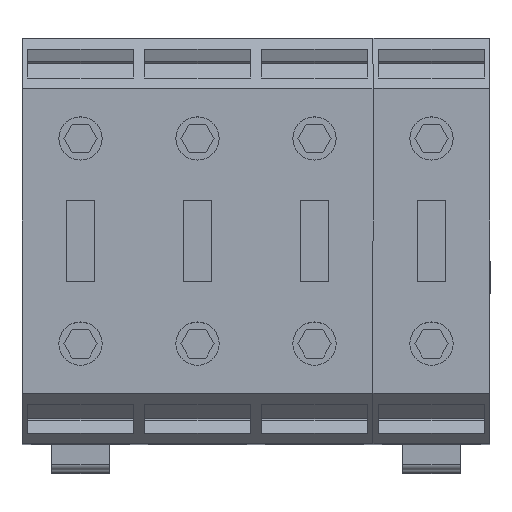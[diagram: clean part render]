
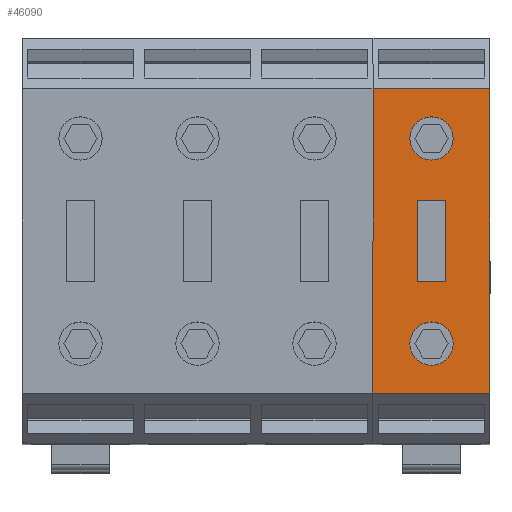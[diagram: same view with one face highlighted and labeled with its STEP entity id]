
A CAD part, top view. The second image highlights one B-rep face of the part: STEP entity #46090.
In plain terms, the highlighted face is planar.
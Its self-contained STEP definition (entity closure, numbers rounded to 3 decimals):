
#2590=CARTESIAN_POINT('',(1.2,7.,
60.95));
#2600=VERTEX_POINT('',#2590);
#2630=CARTESIAN_POINT('',(0.,7.,60.95));
#2640=DIRECTION('',(-1.,0.,0.));
#2650=VECTOR('',#2640,1.);
#2660=LINE('',#2630,#2650);
#2670=CARTESIAN_POINT('',(-51.6,7.,60.95));
#2680=VERTEX_POINT('',#2670);
#2690=EDGE_CURVE('',#2600,#2680,#2660,.T.);
#41650=CARTESIAN_POINT('',(-51.6,7.,40.65));
#41660=VERTEX_POINT('',#41650);
#41710=CARTESIAN_POINT('',(-51.6,7.,4.8));
#41720=DIRECTION('',(0.,0.,1.));
#41730=VECTOR('',#41720,1.);
#41740=LINE('',#41710,#41730);
#41750=EDGE_CURVE('',#41660,#2680,#41740,.T.);
#45180=CARTESIAN_POINT('',(-51.6,7.,
-20.25));
#45190=DIRECTION('',(0.,1.,0.));
#45200=DIRECTION('',(-1.,0.,0.));
#45210=AXIS2_PLACEMENT_3D('',#45180,#45190,#45200);
#45220=PLANE('',#45210);
#45230=CARTESIAN_POINT('',(-7.4,7.,
50.8));
#45240=DIRECTION('',(0.,-1.,0.));
#45250=DIRECTION('',(-1.,0.,0.));
#45260=AXIS2_PLACEMENT_3D('',#45230,#45240,#45250);
#45270=CIRCLE('',#45260,3.75);
#45280=CARTESIAN_POINT('',(-7.4,7.,47.05));
#45290=VERTEX_POINT('',#45280);
#45300=CARTESIAN_POINT('',(-3.65,7.,
50.8));
#45310=VERTEX_POINT('',#45300);
#45320=EDGE_CURVE('',#45290,#45310,#45270,.T.);
#45330=ORIENTED_EDGE('',*,*,#45320,.F.);
#45340=CARTESIAN_POINT('',(-11.15,7.,50.8));
#45350=VERTEX_POINT('',#45340);
#45360=EDGE_CURVE('',#45310,#45350,#45270,.T.);
#45370=ORIENTED_EDGE('',*,*,#45360,.F.);
#45380=EDGE_CURVE('',#45350,#45290,#45270,.T.);
#45390=ORIENTED_EDGE('',*,*,#45380,.F.);
#45400=EDGE_LOOP('',(#45390,#45370,#45330));
#45410=FACE_BOUND('',#45400,.T.);
#45420=CARTESIAN_POINT('',(0.,7.,
53.3));
#45430=DIRECTION('',(-1.,0.,0.));
#45440=VECTOR('',#45430,1.);
#45450=LINE('',#45420,#45440);
#45460=CARTESIAN_POINT('',(-18.1,7.,53.3));
#45470=VERTEX_POINT('',#45460);
#45480=CARTESIAN_POINT('',(-32.3,7.,53.3));
#45490=VERTEX_POINT('',#45480);
#45500=EDGE_CURVE('',#45470,#45490,#45450,.T.);
#45510=ORIENTED_EDGE('',*,*,#45500,.F.);
#45520=CARTESIAN_POINT('',(-32.3,7.,65.7));
#45530=DIRECTION('',(0.,0.,-1.));
#45540=VECTOR('',#45530,1.);
#45550=LINE('',#45520,#45540);
#45560=CARTESIAN_POINT('',(-32.3,7.,48.3));
#45570=VERTEX_POINT('',#45560);
#45580=EDGE_CURVE('',#45490,#45570,#45550,.T.);
#45590=ORIENTED_EDGE('',*,*,#45580,.F.);
#45600=CARTESIAN_POINT('',(0.,7.,
48.3));
#45610=DIRECTION('',(1.,0.,0.));
#45620=VECTOR('',#45610,1.);
#45630=LINE('',#45600,#45620);
#45640=CARTESIAN_POINT('',(-18.1,7.,48.3));
#45650=VERTEX_POINT('',#45640);
#45660=EDGE_CURVE('',#45570,#45650,#45630,.T.);
#45670=ORIENTED_EDGE('',*,*,#45660,.F.);
#45680=CARTESIAN_POINT('',(-18.1,7.,65.7));
#45690=DIRECTION('',(0.,0.,1.));
#45700=VECTOR('',#45690,1.);
#45710=LINE('',#45680,#45700);
#45720=EDGE_CURVE('',#45650,#45470,#45710,.T.);
#45730=ORIENTED_EDGE('',*,*,#45720,.F.);
#45740=EDGE_LOOP('',(#45730,#45670,#45590,#45510));
#45750=FACE_BOUND('',#45740,.T.);
#45760=CARTESIAN_POINT('',(-43.,7.,50.8));
#45770=DIRECTION('',(0.,-1.,0.));
#45780=DIRECTION('',(-1.,0.,0.));
#45790=AXIS2_PLACEMENT_3D('',#45760,#45770,#45780);
#45800=CIRCLE('',#45790,3.75);
#45810=CARTESIAN_POINT('',(-39.25,7.,50.8));
#45820=VERTEX_POINT('',#45810);
#45830=CARTESIAN_POINT('',(-46.75,7.,50.8));
#45840=VERTEX_POINT('',#45830);
#45850=EDGE_CURVE('',#45820,#45840,#45800,.T.);
#45860=ORIENTED_EDGE('',*,*,#45850,.F.);
#45870=EDGE_CURVE('',#45840,#45820,#45800,.T.);
#45880=ORIENTED_EDGE('',*,*,#45870,.F.);
#45890=EDGE_LOOP('',(#45880,#45860));
#45900=FACE_BOUND('',#45890,.T.);
#45910=CARTESIAN_POINT('',(0.,7.,40.65));
#45920=DIRECTION('',(1.,0.,0.));
#45930=VECTOR('',#45920,1.);
#45940=LINE('',#45910,#45930);
#45950=CARTESIAN_POINT('',(1.2,7.,
40.65));
#45960=VERTEX_POINT('',#45950);
#45970=EDGE_CURVE('',#41660,#45960,#45940,.T.);
#45980=ORIENTED_EDGE('',*,*,#45970,.T.);
#45990=ORIENTED_EDGE('',*,*,#41750,.F.);
#46000=ORIENTED_EDGE('',*,*,#2690,.T.);
#46010=CARTESIAN_POINT('',(1.2,7.,
4.8));
#46020=DIRECTION('',(0.,0.,1.));
#46030=VECTOR('',#46020,1.);
#46040=LINE('',#46010,#46030);
#46050=EDGE_CURVE('',#45960,#2600,#46040,.T.);
#46060=ORIENTED_EDGE('',*,*,#46050,.T.);
#46070=EDGE_LOOP('',(#46060,#46000,#45990,#45980));
#46080=FACE_OUTER_BOUND('',#46070,.T.);
#46090=ADVANCED_FACE('',(#45410,#45750,#45900,#46080),#45220,.F.);
